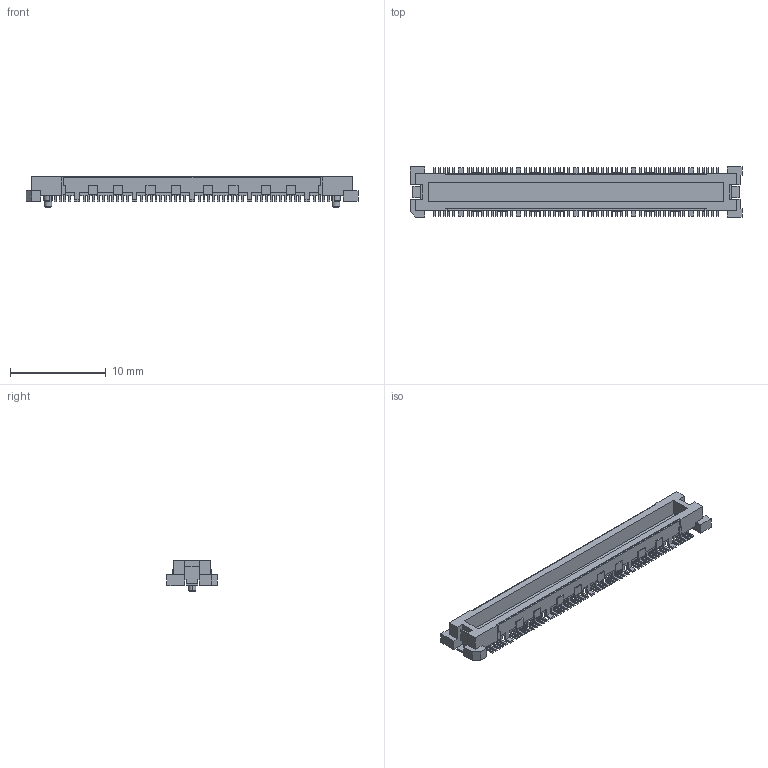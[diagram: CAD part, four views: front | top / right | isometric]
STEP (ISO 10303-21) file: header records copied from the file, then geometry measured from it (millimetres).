
FILE_DESCRIPTION (( 'STEP AP214' ), '1' );
FILE_NAME ('FX11A-100P10-SV0.5.STEP', '2022-05-26T02:21:35', ( '' ), ( '' ), 'SwSTEP 2.0', 'SolidWorks 2019', '' );
FILE_SCHEMA (( 'AUTOMOTIVE_DESIGN' ));
Length unit declared in the file: millimetre
Products named in the file (1): FX11A-100P10-SV0.5
Bounding box: 34.6 x 5.25 x 3.23 mm (x, y, z)
Volume: 157.3 mm3; surface area: 714.1 mm2
Topology: 1 solids, 1 shells, 999 faces, 2943 edges, 1954 vertices
Faces by surface type: plane 983, cylinder 8, bspline 4, cone 4
Entity records: 32643 total; most frequent: CARTESIAN_POINT 5957, ORIENTED_EDGE 5886, DIRECTION 4959, EDGE_CURVE 2943, VECTOR 2919, LINE 2919, VERTEX_POINT 1954, AXIS2_PLACEMENT_3D 1020
